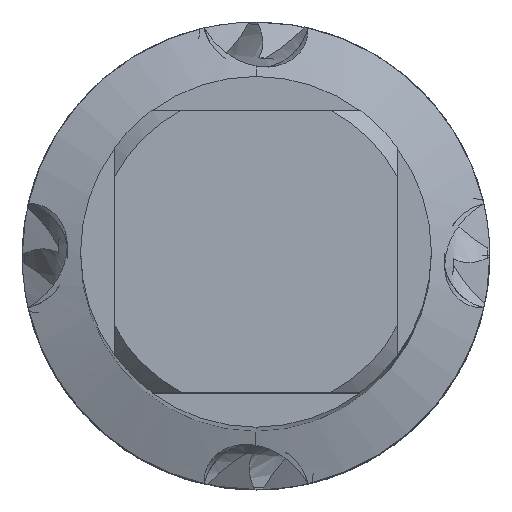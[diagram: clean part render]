
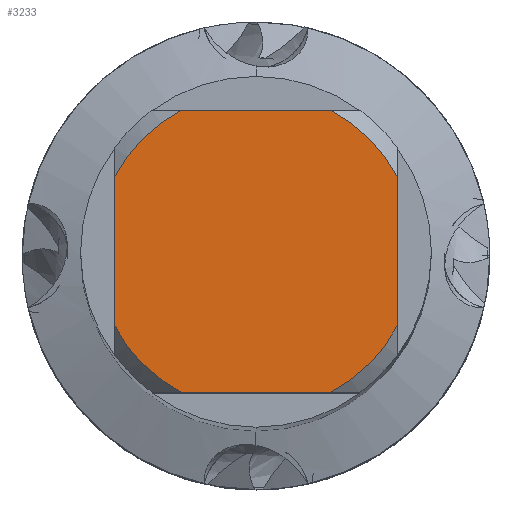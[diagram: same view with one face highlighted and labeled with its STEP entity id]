
A CAD part, top view. The second image highlights one B-rep face of the part: STEP entity #3233.
In plain terms, the highlighted planar face has unit normal (0, 0, 1).
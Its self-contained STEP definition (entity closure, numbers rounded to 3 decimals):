
#2149=EDGE_CURVE('',#2729,#3681,#5738,.T.);
#2223=VERTEX_POINT('',#5821);
#2425=EDGE_CURVE('',#2729,#3245,#6040,.T.);
#2489=VERTEX_POINT('',#6110);
#2553=EDGE_CURVE('',#3557,#4833,#6183,.T.);
#2699=EDGE_CURVE('',#2489,#2223,#6346,.T.);
#2729=VERTEX_POINT('',#6378);
#3123=EDGE_CURVE('',#3557,#3681,#6806,.T.);
#3233=ADVANCED_FACE('',(#6922),#6923,.T.);
#3245=VERTEX_POINT('',#6935);
#3557=VERTEX_POINT('',#7275);
#3681=VERTEX_POINT('',#7407);
#4271=EDGE_CURVE('',#4849,#3245,#8061,.T.);
#4833=VERTEX_POINT('',#8667);
#4849=VERTEX_POINT('',#8683);
#4931=EDGE_CURVE('',#4849,#2223,#8779,.T.);
#5191=EDGE_CURVE('',#2489,#4833,#9056,.T.);
#5738=CIRCLE('',#10754,8.2);
#5821=CARTESIAN_POINT('',(7.25,3.831,0.0));
#6040=LINE('',#11531,#11532);
#6110=CARTESIAN_POINT('',(3.831,7.25,0.0));
#6183=CIRCLE('',#12222,8.2);
#6346=CIRCLE('',#12851,8.2);
#6378=CARTESIAN_POINT('',(-3.831,-7.25,0.0));
#6806=LINE('',#15358,#15359);
#6922=FACE_OUTER_BOUND('',#15831,.T.);
#6923=PLANE('',#15832);
#6935=CARTESIAN_POINT('',(3.831,-7.25,0.0));
#7275=CARTESIAN_POINT('',(-7.25,3.831,0.0));
#7407=CARTESIAN_POINT('',(-7.25,-3.831,0.0));
#8061=CIRCLE('',#20871,8.2);
#8667=CARTESIAN_POINT('',(-3.831,7.25,0.0));
#8683=CARTESIAN_POINT('',(7.25,-3.831,0.0));
#8779=LINE('',#24031,#24032);
#9056=LINE('',#25212,#25213);
#10754=AXIS2_PLACEMENT_3D('',#26047,#26048,#26049);
#11531=CARTESIAN_POINT('',(0.0,-7.25,0.0));
#11532=VECTOR('',#26339,1.0);
#12222=AXIS2_PLACEMENT_3D('',#26499,#26500,#26501);
#12851=AXIS2_PLACEMENT_3D('',#26780,#26781,#26782);
#15358=CARTESIAN_POINT('',(-7.25,2.05,0.0));
#15359=VECTOR('',#27293,1.0);
#15831=EDGE_LOOP('',(#27386,#27387,#27388,#27389,#27390,#27391,#27392,#27393));
#15832=AXIS2_PLACEMENT_3D('',#27394,#27395,#27396);
#20871=AXIS2_PLACEMENT_3D('',#28579,#28580,#28581);
#24031=CARTESIAN_POINT('',(7.25,2.05,0.0));
#24032=VECTOR('',#29268,1.0);
#25212=CARTESIAN_POINT('',(0.0,7.25,0.0));
#25213=VECTOR('',#29556,1.0);
#26047=CARTESIAN_POINT('',(0.0,0.0,0.0));
#26048=DIRECTION('',(0.0,0.0,-1.0));
#26049=DIRECTION('',(0.0,1.0,0.0));
#26339=DIRECTION('',(1.0,0.0,0.0));
#26499=CARTESIAN_POINT('',(0.0,0.0,0.0));
#26500=DIRECTION('',(0.0,0.0,-1.0));
#26501=DIRECTION('',(0.0,1.0,0.0));
#26780=CARTESIAN_POINT('',(0.0,0.0,0.0));
#26781=DIRECTION('',(0.0,0.0,-1.0));
#26782=DIRECTION('',(0.0,1.0,0.0));
#27293=DIRECTION('',(-0.0,-1.0,0.0));
#27386=ORIENTED_EDGE('',*,*,#3123,.T.);
#27387=ORIENTED_EDGE('',*,*,#2149,.F.);
#27388=ORIENTED_EDGE('',*,*,#2425,.T.);
#27389=ORIENTED_EDGE('',*,*,#4271,.F.);
#27390=ORIENTED_EDGE('',*,*,#4931,.T.);
#27391=ORIENTED_EDGE('',*,*,#2699,.F.);
#27392=ORIENTED_EDGE('',*,*,#5191,.T.);
#27393=ORIENTED_EDGE('',*,*,#2553,.F.);
#27394=CARTESIAN_POINT('',(0.0,4.1,0.0));
#27395=DIRECTION('',(-0.0,0.0,1.0));
#27396=DIRECTION('',(0.0,-1.0,0.0));
#28579=CARTESIAN_POINT('',(0.0,0.0,0.0));
#28580=DIRECTION('',(0.0,0.0,-1.0));
#28581=DIRECTION('',(0.0,1.0,0.0));
#29268=DIRECTION('',(-0.0,1.0,0.0));
#29556=DIRECTION('',(-1.0,0.0,0.0));
